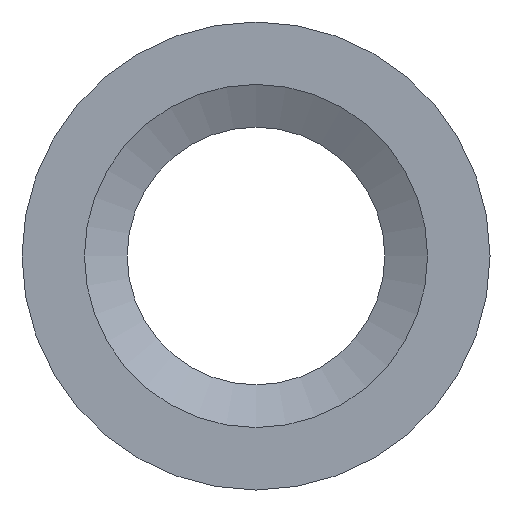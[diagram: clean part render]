
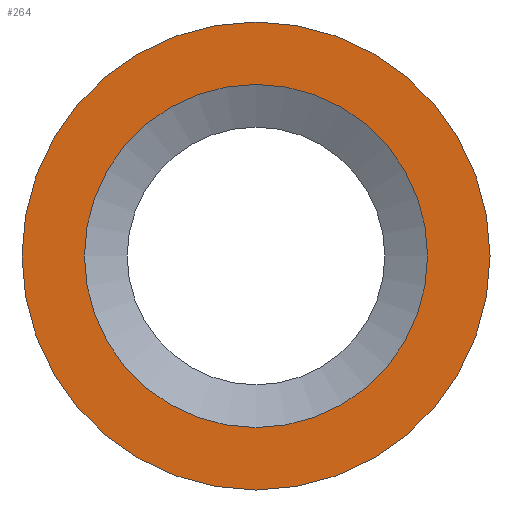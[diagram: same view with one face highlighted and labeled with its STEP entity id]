
A CAD part, front view. The second image highlights one B-rep face of the part: STEP entity #264.
In plain terms, the highlighted planar face has unit normal (0, -1, 0).
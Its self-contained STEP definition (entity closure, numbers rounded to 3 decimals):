
#15=FACE_BOUND('',#56,.T.);
#17=PLANE('',#315);
#38=FACE_OUTER_BOUND('',#55,.T.);
#55=EDGE_LOOP('',(#231));
#56=EDGE_LOOP('',(#232));
#96=CIRCLE('',#291,8.02);
#108=CIRCLE('',#312,10.936);
#117=VERTEX_POINT('',#432);
#129=VERTEX_POINT('',#474);
#142=EDGE_CURVE('',#117,#117,#96,.T.);
#163=EDGE_CURVE('',#129,#129,#108,.T.);
#231=ORIENTED_EDGE('',*,*,#163,.T.);
#232=ORIENTED_EDGE('',*,*,#142,.T.);
#264=ADVANCED_FACE('',(#38,#15),#17,.F.);
#291=AXIS2_PLACEMENT_3D('',#434,#345,#346);
#312=AXIS2_PLACEMENT_3D('',#476,#396,#397);
#315=AXIS2_PLACEMENT_3D('',#481,#403,#404);
#345=DIRECTION('center_axis',(0.,1.,0.));
#346=DIRECTION('ref_axis',(-1.,0.,0.));
#396=DIRECTION('center_axis',(0.,-1.,0.));
#397=DIRECTION('ref_axis',(1.,0.,0.));
#403=DIRECTION('center_axis',(0.,1.,0.));
#404=DIRECTION('ref_axis',(1.,0.,0.));
#432=CARTESIAN_POINT('',(8.02,-9.,0.));
#434=CARTESIAN_POINT('Origin',(0.,-9.,0.));
#474=CARTESIAN_POINT('',(-10.936,-9.,0.));
#476=CARTESIAN_POINT('Origin',(0.,-9.,0.));
#481=CARTESIAN_POINT('Origin',(0.,-9.,0.));
